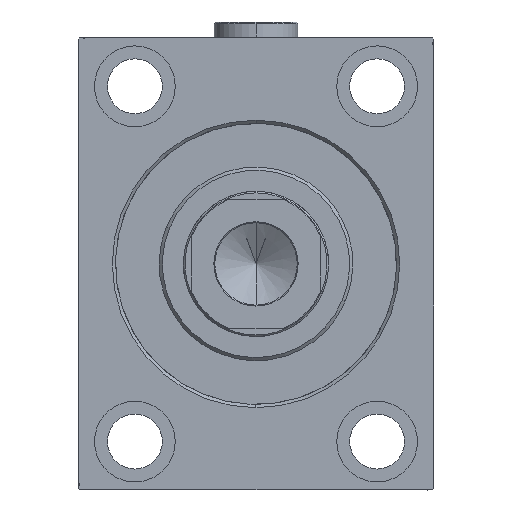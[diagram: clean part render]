
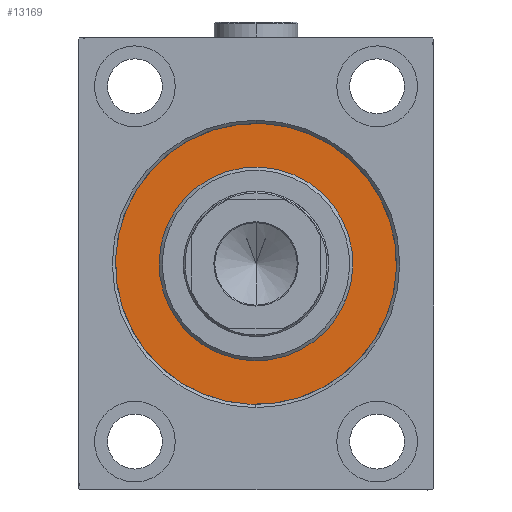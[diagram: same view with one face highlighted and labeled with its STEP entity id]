
A CAD part, left-side view. The second image highlights one B-rep face of the part: STEP entity #13169.
In plain terms, the highlighted face is planar.
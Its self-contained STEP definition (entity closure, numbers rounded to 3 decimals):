
#546 = FACE_BOUND ( 'NONE', #43996, .T. ) ;
#934 = CARTESIAN_POINT ( 'NONE',  ( 0., 0., 0. ) ) ;
#1777 = DIRECTION ( 'NONE',  ( -1., 0., 0. ) ) ;
#3741 = ORIENTED_EDGE ( 'NONE', *, *, #8667, .F. ) ;
#4168 = EDGE_CURVE ( 'NONE', #28297, #11822, #4854, .T. ) ;
#4854 = CIRCLE ( 'NONE', #19501, 43.5 ) ;
#5483 = CARTESIAN_POINT ( 'NONE',  ( 0., 0., -43.5 ) ) ;
#6575 = CARTESIAN_POINT ( 'NONE',  ( 0., 0., 43.5 ) ) ;
#8667 = EDGE_CURVE ( 'NONE', #11822, #28297, #17430, .T. ) ;
#8864 = DIRECTION ( 'NONE',  ( 0., 0., 1. ) ) ;
#11822 = VERTEX_POINT ( 'NONE', #6575 ) ;
#12403 = DIRECTION ( 'NONE',  ( 1., 0., 0. ) ) ;
#13169 = ADVANCED_FACE ( 'NONE', ( #546, #17516 ), #13859, .F. ) ;
#13859 = PLANE ( 'NONE',  #21788 ) ;
#14032 = ORIENTED_EDGE ( 'NONE', *, *, #33970, .F. ) ;
#14693 = VERTEX_POINT ( 'NONE', #44027 ) ;
#16512 = CARTESIAN_POINT ( 'NONE',  ( 0., 0., 0. ) ) ;
#16831 = CIRCLE ( 'NONE', #42392, 30. ) ;
#17430 = CIRCLE ( 'NONE', #26881, 43.5 ) ;
#17516 = FACE_OUTER_BOUND ( 'NONE', #42276, .T. ) ;
#19074 = EDGE_CURVE ( 'NONE', #14693, #41408, #16831, .T. ) ;
#19501 = AXIS2_PLACEMENT_3D ( 'NONE', #934, #43036, #32302 ) ;
#21788 = AXIS2_PLACEMENT_3D ( 'NONE', #28032, #24152, #27576 ) ;
#23120 = DIRECTION ( 'NONE',  ( 1., 0., 0. ) ) ;
#23613 = DIRECTION ( 'NONE',  ( 0., 0., -1. ) ) ;
#24152 = DIRECTION ( 'NONE',  ( -1., 0., 0. ) ) ;
#25653 = ORIENTED_EDGE ( 'NONE', *, *, #4168, .F. ) ;
#26881 = AXIS2_PLACEMENT_3D ( 'NONE', #43639, #1777, #8864 ) ;
#27576 = DIRECTION ( 'NONE',  ( 0., 0., 1. ) ) ;
#28032 = CARTESIAN_POINT ( 'NONE',  ( 0., 0., 0. ) ) ;
#28136 = DIRECTION ( 'NONE',  ( 0., 0., -1. ) ) ;
#28297 = VERTEX_POINT ( 'NONE', #5483 ) ;
#32302 = DIRECTION ( 'NONE',  ( 0., 0., 1. ) ) ;
#33970 = EDGE_CURVE ( 'NONE', #41408, #14693, #40060, .T. ) ;
#36707 = ORIENTED_EDGE ( 'NONE', *, *, #19074, .F. ) ;
#37885 = AXIS2_PLACEMENT_3D ( 'NONE', #40514, #23120, #28136 ) ;
#40060 = CIRCLE ( 'NONE', #37885, 30. ) ;
#40514 = CARTESIAN_POINT ( 'NONE',  ( 0., 0., 0. ) ) ;
#41212 = CARTESIAN_POINT ( 'NONE',  ( 0., 0., -30. ) ) ;
#41408 = VERTEX_POINT ( 'NONE', #41212 ) ;
#42276 = EDGE_LOOP ( 'NONE', ( #25653, #3741 ) ) ;
#42392 = AXIS2_PLACEMENT_3D ( 'NONE', #16512, #12403, #23613 ) ;
#43036 = DIRECTION ( 'NONE',  ( -1., 0., 0. ) ) ;
#43639 = CARTESIAN_POINT ( 'NONE',  ( 0., 0., 0. ) ) ;
#43996 = EDGE_LOOP ( 'NONE', ( #36707, #14032 ) ) ;
#44027 = CARTESIAN_POINT ( 'NONE',  ( 0., 0., 30. ) ) ;
